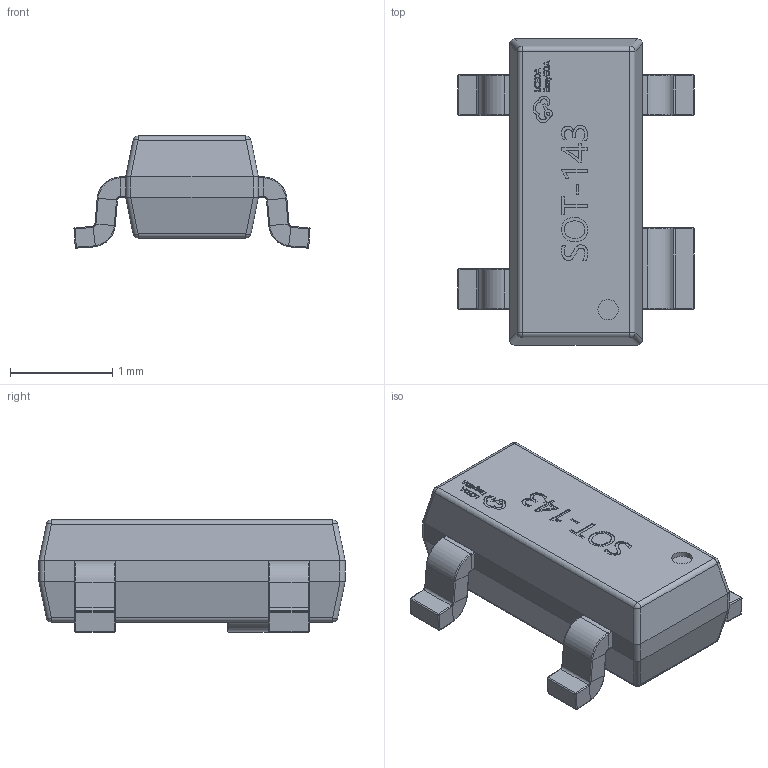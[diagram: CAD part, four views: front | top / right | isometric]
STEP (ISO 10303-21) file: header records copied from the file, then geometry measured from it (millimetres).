
FILE_DESCRIPTION (( 'STEP AP214' ), '1' );
FILE_NAME ('SOT-143_L2.9-W1.3-P1.92-LS2.3-BL.step', '2022-07-26T10:58:19', ( '' ), ( '' ), 'SwSTEP 2.0', 'SolidWorks 2020', '' );
FILE_SCHEMA (( 'AUTOMOTIVE_DESIGN' ));
Length unit declared in the file: millimetre
Products named in the file (1): SOT-143_L2.9-W1.3-P1.92-LS2.3-BL
Bounding box: 2.31 x 3 x 1.1 mm (x, y, z)
Volume: 4 mm3; surface area: 20.4 mm2
Topology: 18 solids, 18 shells, 621 faces, 1524 edges, 948 vertices
Faces by surface type: plane 311, bspline 148, cylinder 102, torus 32, sphere 28
Entity records: 28232 total; most frequent: CARTESIAN_POINT 7674, ORIENTED_EDGE 3016, DIRECTION 2336, EDGE_CURVE 1508, LINE 948, VECTOR 948, VERTEX_POINT 940, AXIS2_PLACEMENT_3D 694
